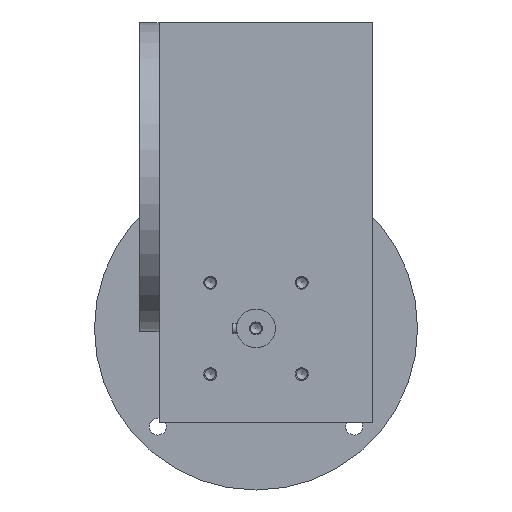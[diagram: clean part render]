
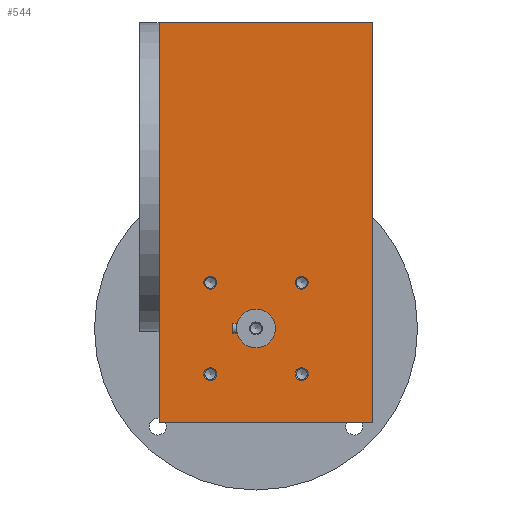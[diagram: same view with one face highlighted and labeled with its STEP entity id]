
A CAD part, left-side view. The second image highlights one B-rep face of the part: STEP entity #544.
In plain terms, the highlighted planar face has unit normal (-1, 0, 0).
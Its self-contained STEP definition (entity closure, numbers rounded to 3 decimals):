
#544 = ADVANCED_FACE( '', ( #1319, #1320, #1321, #1322, #1323, #1324 ), #1325, .F. );
#1319 = FACE_BOUND( '', #2392, .T. );
#1320 = FACE_BOUND( '', #2393, .T. );
#1321 = FACE_BOUND( '', #2394, .T. );
#1322 = FACE_BOUND( '', #2395, .T. );
#1323 = FACE_BOUND( '', #2396, .T. );
#1324 = FACE_OUTER_BOUND( '', #2397, .T. );
#1325 = PLANE( '', #2398 );
#2392 = EDGE_LOOP( '', ( #3832 ) );
#2393 = EDGE_LOOP( '', ( #3833 ) );
#2394 = EDGE_LOOP( '', ( #3834 ) );
#2395 = EDGE_LOOP( '', ( #3835 ) );
#2396 = EDGE_LOOP( '', ( #3836 ) );
#2397 = EDGE_LOOP( '', ( #3837, #3838, #3839, #3840 ) );
#2398 = AXIS2_PLACEMENT_3D( '', #3841, #3842, #3843 );
#3832 = ORIENTED_EDGE( '', *, *, #5453, .F. );
#3833 = ORIENTED_EDGE( '', *, *, #5803, .F. );
#3834 = ORIENTED_EDGE( '', *, *, #5709, .F. );
#3835 = ORIENTED_EDGE( '', *, *, #5804, .F. );
#3836 = ORIENTED_EDGE( '', *, *, #5805, .T. );
#3837 = ORIENTED_EDGE( '', *, *, #5806, .T. );
#3838 = ORIENTED_EDGE( '', *, *, #5807, .F. );
#3839 = ORIENTED_EDGE( '', *, *, #5808, .F. );
#3840 = ORIENTED_EDGE( '', *, *, #5675, .T. );
#3841 = CARTESIAN_POINT( '', ( -120., 82.5, 155. ) );
#3842 = DIRECTION( '', ( 1., 0., 0. ) );
#3843 = DIRECTION( '', ( 0., 0., -1. ) );
#5453 = EDGE_CURVE( '', #6345, #6345, #6346, .T. );
#5675 = EDGE_CURVE( '', #6737, #6735, #6738, .T. );
#5709 = EDGE_CURVE( '', #6790, #6790, #6791, .T. );
#5803 = EDGE_CURVE( '', #6937, #6937, #6938, .T. );
#5804 = EDGE_CURVE( '', #6939, #6939, #6940, .T. );
#5805 = EDGE_CURVE( '', #6941, #6941, #6942, .T. );
#5806 = EDGE_CURVE( '', #6735, #6943, #6944, .T. );
#5807 = EDGE_CURVE( '', #6945, #6943, #6946, .T. );
#5808 = EDGE_CURVE( '', #6737, #6945, #6947, .T. );
#6345 = VERTEX_POINT( '', #7610 );
#6346 = CIRCLE( '', #7611, 5. );
#6735 = VERTEX_POINT( '', #8140 );
#6737 = VERTEX_POINT( '', #8143 );
#6738 = LINE( '', #8144, #8145 );
#6790 = VERTEX_POINT( '', #8206 );
#6791 = CIRCLE( '', #8207, 5. );
#6937 = VERTEX_POINT( '', #8401 );
#6938 = CIRCLE( '', #8402, 5. );
#6939 = VERTEX_POINT( '', #8403 );
#6940 = CIRCLE( '', #8404, 5. );
#6941 = VERTEX_POINT( '', #8405 );
#6942 = CIRCLE( '', #8406, 15. );
#6943 = VERTEX_POINT( '', #8407 );
#6944 = LINE( '', #8408, #8409 );
#6945 = VERTEX_POINT( '', #8410 );
#6946 = LINE( '', #8411, #8412 );
#6947 = LINE( '', #8413, #8414 );
#7610 = CARTESIAN_POINT( '', ( -120., -27.855, -41.645 ) );
#7611 = AXIS2_PLACEMENT_3D( '', #9262, #9263, #9264 );
#8140 = CARTESIAN_POINT( '', ( -120., 82.5, -155. ) );
#8143 = CARTESIAN_POINT( '', ( -120., 82.5, 155. ) );
#8144 = CARTESIAN_POINT( '', ( -120., 82.5, 155. ) );
#8145 = VECTOR( '', #9603, 1000. );
#8206 = CARTESIAN_POINT( '', ( -120., -27.855, -112.355 ) );
#8207 = AXIS2_PLACEMENT_3D( '', #9646, #9647, #9648 );
#8401 = CARTESIAN_POINT( '', ( -120., 42.855, -112.355 ) );
#8402 = AXIS2_PLACEMENT_3D( '', #9745, #9746, #9747 );
#8403 = CARTESIAN_POINT( '', ( -120., 42.855, -41.645 ) );
#8404 = AXIS2_PLACEMENT_3D( '', #9748, #9749, #9750 );
#8405 = CARTESIAN_POINT( '', ( -120., 7.5, -97. ) );
#8406 = AXIS2_PLACEMENT_3D( '', #9751, #9752, #9753 );
#8407 = CARTESIAN_POINT( '', ( -120., -82.5, -155. ) );
#8408 = CARTESIAN_POINT( '', ( -120., 82.5, -155. ) );
#8409 = VECTOR( '', #9754, 1000. );
#8410 = CARTESIAN_POINT( '', ( -120., -82.5, 155. ) );
#8411 = CARTESIAN_POINT( '', ( -120., -82.5, 155. ) );
#8412 = VECTOR( '', #9755, 1000. );
#8413 = CARTESIAN_POINT( '', ( -120., 82.5, 155. ) );
#8414 = VECTOR( '', #9756, 1000. );
#9262 = CARTESIAN_POINT( '', ( -120., -27.855, -46.645 ) );
#9263 = DIRECTION( '', ( -1., 0., 0. ) );
#9264 = DIRECTION( '', ( 0., 0., 1. ) );
#9603 = DIRECTION( '', ( 0., 0., -1. ) );
#9646 = CARTESIAN_POINT( '', ( -120., -27.855, -117.355 ) );
#9647 = DIRECTION( '', ( -1., 0., 0. ) );
#9648 = DIRECTION( '', ( 0., 0., 1. ) );
#9745 = CARTESIAN_POINT( '', ( -120., 42.855, -117.355 ) );
#9746 = DIRECTION( '', ( -1., 0., 0. ) );
#9747 = DIRECTION( '', ( 0., 0., 1. ) );
#9748 = CARTESIAN_POINT( '', ( -120., 42.855, -46.645 ) );
#9749 = DIRECTION( '', ( -1., 0., 0. ) );
#9750 = DIRECTION( '', ( 0., 0., 1. ) );
#9751 = CARTESIAN_POINT( '', ( -120., 7.5, -82. ) );
#9752 = DIRECTION( '', ( 1., 0., 0. ) );
#9753 = DIRECTION( '', ( 0., 0., -1. ) );
#9754 = DIRECTION( '', ( 0., -1., 0. ) );
#9755 = DIRECTION( '', ( 0., 0., -1. ) );
#9756 = DIRECTION( '', ( 0., -1., 0. ) );
